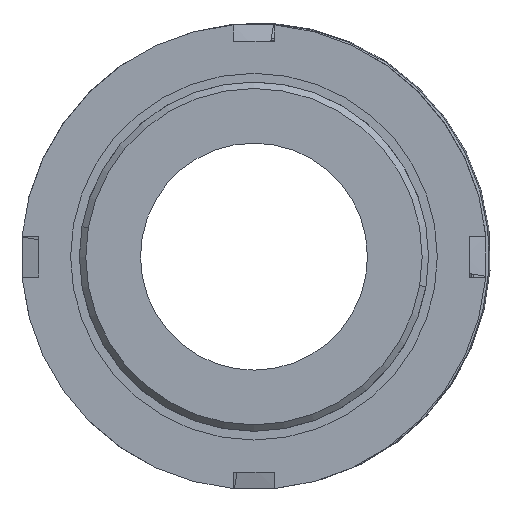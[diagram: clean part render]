
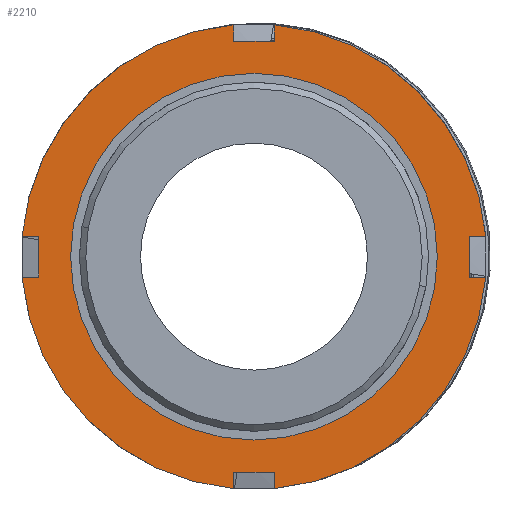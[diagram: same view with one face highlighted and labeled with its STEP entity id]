
A CAD part, front view. The second image highlights one B-rep face of the part: STEP entity #2210.
In plain terms, the highlighted planar face has unit normal (0, -1, 0).
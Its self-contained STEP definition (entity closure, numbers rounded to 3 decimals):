
#6 = CARTESIAN_POINT ( 'NONE',  ( -3.5, -24.968, 39.847 ) ) ;
#7 = EDGE_CURVE ( 'NONE', #957, #306, #1599, .T. ) ;
#21 = AXIS2_PLACEMENT_3D ( 'NONE', #208, #962, #2420 ) ;
#26 = EDGE_CURVE ( 'NONE', #1556, #2310, #366, .T. ) ;
#37 = ORIENTED_EDGE ( 'NONE', *, *, #1985, .F. ) ;
#62 = VERTEX_POINT ( 'NONE', #2681 ) ;
#106 = LINE ( 'NONE', #3216, #874 ) ;
#128 = VERTEX_POINT ( 'NONE', #1090 ) ;
#177 = DIRECTION ( 'NONE',  ( 0., 1., 0. ) ) ;
#207 = VECTOR ( 'NONE', #220, 1000. ) ;
#208 = CARTESIAN_POINT ( 'NONE',  ( 0., -24.968, 0. ) ) ;
#213 = DIRECTION ( 'NONE',  ( 0., 1., 0. ) ) ;
#220 = DIRECTION ( 'NONE',  ( -1., 0., 0. ) ) ;
#286 = CARTESIAN_POINT ( 'NONE',  ( 0., -24.968, 0. ) ) ;
#306 = VERTEX_POINT ( 'NONE', #840 ) ;
#366 = LINE ( 'NONE', #1890, #2336 ) ;
#391 = DIRECTION ( 'NONE',  ( 0., 0., 1. ) ) ;
#412 = DIRECTION ( 'NONE',  ( -1., 0., 0. ) ) ;
#417 = CIRCLE ( 'NONE', #1975, 40. ) ;
#423 = CIRCLE ( 'NONE', #1481, 40. ) ;
#424 = CARTESIAN_POINT ( 'NONE',  ( 39.847, -24.968, -3.5 ) ) ;
#428 = CARTESIAN_POINT ( 'NONE',  ( -3.5, -24.968, -37. ) ) ;
#435 = CARTESIAN_POINT ( 'NONE',  ( -37., -24.968, 3.5 ) ) ;
#442 = EDGE_CURVE ( 'NONE', #2161, #128, #2596, .T. ) ;
#456 = CARTESIAN_POINT ( 'NONE',  ( 0., -24.968, 37. ) ) ;
#478 = EDGE_CURVE ( 'NONE', #996, #2343, #2954, .T. ) ;
#491 = CARTESIAN_POINT ( 'NONE',  ( 0., -24.968, -37. ) ) ;
#493 = CARTESIAN_POINT ( 'NONE',  ( 39.847, -24.968, 3.5 ) ) ;
#496 = CARTESIAN_POINT ( 'NONE',  ( 0., -24.968, 3.5 ) ) ;
#511 = LINE ( 'NONE', #496, #1741 ) ;
#514 = CARTESIAN_POINT ( 'NONE',  ( -37., -24.968, 0. ) ) ;
#530 = VERTEX_POINT ( 'NONE', #493 ) ;
#554 = VERTEX_POINT ( 'NONE', #6 ) ;
#614 = DIRECTION ( 'NONE',  ( -1., 0., 0. ) ) ;
#633 = VECTOR ( 'NONE', #737, 1000. ) ;
#639 = ORIENTED_EDGE ( 'NONE', *, *, #1874, .T. ) ;
#689 = FACE_OUTER_BOUND ( 'NONE', #1665, .T. ) ;
#697 = DIRECTION ( 'NONE',  ( -1., 0., 0. ) ) ;
#737 = DIRECTION ( 'NONE',  ( -1., 0., 0. ) ) ;
#739 = DIRECTION ( 'NONE',  ( -1., 0., 0. ) ) ;
#749 = CARTESIAN_POINT ( 'NONE',  ( 0., -24.968, 3.5 ) ) ;
#763 = LINE ( 'NONE', #491, #633 ) ;
#765 = VECTOR ( 'NONE', #3207, 1000. ) ;
#795 = DIRECTION ( 'NONE',  ( -1., 0., 0. ) ) ;
#837 = EDGE_CURVE ( 'NONE', #530, #2549, #511, .T. ) ;
#840 = CARTESIAN_POINT ( 'NONE',  ( 3.5, -24.968, -37. ) ) ;
#874 = VECTOR ( 'NONE', #2691, 1000. ) ;
#926 = CARTESIAN_POINT ( 'NONE',  ( 0., -24.968, 0. ) ) ;
#957 = VERTEX_POINT ( 'NONE', #2826 ) ;
#962 = DIRECTION ( 'NONE',  ( 0., 1., 0. ) ) ;
#974 = DIRECTION ( 'NONE',  ( 1., 0., 0. ) ) ;
#976 = AXIS2_PLACEMENT_3D ( 'NONE', #1658, #177, #614 ) ;
#996 = VERTEX_POINT ( 'NONE', #2803 ) ;
#999 = LINE ( 'NONE', #749, #2814 ) ;
#1056 = CARTESIAN_POINT ( 'NONE',  ( 31.5, -24.968, 0. ) ) ;
#1077 = LINE ( 'NONE', #3175, #2012 ) ;
#1090 = CARTESIAN_POINT ( 'NONE',  ( -31.5, -24.968, 0. ) ) ;
#1121 = DIRECTION ( 'NONE',  ( 0., 1., 0. ) ) ;
#1152 = CARTESIAN_POINT ( 'NONE',  ( 37., -24.968, 3.5 ) ) ;
#1192 = DIRECTION ( 'NONE',  ( 0., 1., 0. ) ) ;
#1234 = CARTESIAN_POINT ( 'NONE',  ( -37., -24.968, -3.5 ) ) ;
#1258 = AXIS2_PLACEMENT_3D ( 'NONE', #1876, #213, #412 ) ;
#1268 = DIRECTION ( 'NONE',  ( 0., 0., 1. ) ) ;
#1275 = CIRCLE ( 'NONE', #1258, 40. ) ;
#1312 = VERTEX_POINT ( 'NONE', #2654 ) ;
#1341 = FACE_BOUND ( 'NONE', #2950, .T. ) ;
#1378 = VERTEX_POINT ( 'NONE', #424 ) ;
#1399 = CARTESIAN_POINT ( 'NONE',  ( 3.5, -24.968, 0. ) ) ;
#1448 = EDGE_CURVE ( 'NONE', #128, #2161, #2764, .T. ) ;
#1451 = CARTESIAN_POINT ( 'NONE',  ( 0., -24.968, 0. ) ) ;
#1481 = AXIS2_PLACEMENT_3D ( 'NONE', #286, #2757, #2774 ) ;
#1492 = ORIENTED_EDGE ( 'NONE', *, *, #3157, .F. ) ;
#1523 = CARTESIAN_POINT ( 'NONE',  ( -3.5, -24.968, -39.847 ) ) ;
#1530 = EDGE_CURVE ( 'NONE', #3110, #3036, #2176, .T. ) ;
#1535 = VECTOR ( 'NONE', #1663, 1000. ) ;
#1556 = VERTEX_POINT ( 'NONE', #1523 ) ;
#1599 = LINE ( 'NONE', #1399, #1535 ) ;
#1625 = PLANE ( 'NONE',  #2971 ) ;
#1658 = CARTESIAN_POINT ( 'NONE',  ( 0., -24.968, 0. ) ) ;
#1663 = DIRECTION ( 'NONE',  ( 0., 0., 1. ) ) ;
#1665 = EDGE_LOOP ( 'NONE', ( #2136, #2900, #2064, #37, #639, #2799, #2544, #1866, #2288, #2895, #2944, #2118, #2057, #1492, #2904, #1926 ) ) ;
#1678 = EDGE_CURVE ( 'NONE', #62, #3110, #1077, .T. ) ;
#1679 = CARTESIAN_POINT ( 'NONE',  ( 3.5, -24.968, 37. ) ) ;
#1712 = DIRECTION ( 'NONE',  ( 1., 0., 0. ) ) ;
#1717 = ORIENTED_EDGE ( 'NONE', *, *, #442, .T. ) ;
#1718 = DIRECTION ( 'NONE',  ( 0., 1., 0. ) ) ;
#1741 = VECTOR ( 'NONE', #795, 1000. ) ;
#1769 = DIRECTION ( 'NONE',  ( 1., 0., 0. ) ) ;
#1806 = EDGE_CURVE ( 'NONE', #1556, #62, #1275, .T. ) ;
#1812 = VECTOR ( 'NONE', #1712, 1000. ) ;
#1852 = EDGE_CURVE ( 'NONE', #2549, #1312, #106, .T. ) ;
#1860 = DIRECTION ( 'NONE',  ( 0., 0., -1. ) ) ;
#1866 = ORIENTED_EDGE ( 'NONE', *, *, #2450, .F. ) ;
#1874 = EDGE_CURVE ( 'NONE', #2323, #2343, #2114, .T. ) ;
#1876 = CARTESIAN_POINT ( 'NONE',  ( 0., -24.968, 0. ) ) ;
#1890 = CARTESIAN_POINT ( 'NONE',  ( -3.5, -24.968, 0. ) ) ;
#1926 = ORIENTED_EDGE ( 'NONE', *, *, #2630, .F. ) ;
#1973 = CIRCLE ( 'NONE', #976, 40. ) ;
#1975 = AXIS2_PLACEMENT_3D ( 'NONE', #926, #1192, #739 ) ;
#1985 = EDGE_CURVE ( 'NONE', #2323, #530, #1973, .T. ) ;
#2012 = VECTOR ( 'NONE', #974, 1000. ) ;
#2016 = LINE ( 'NONE', #2688, #207 ) ;
#2057 = ORIENTED_EDGE ( 'NONE', *, *, #26, .T. ) ;
#2064 = ORIENTED_EDGE ( 'NONE', *, *, #837, .F. ) ;
#2070 = VECTOR ( 'NONE', #1860, 1000. ) ;
#2114 = LINE ( 'NONE', #2481, #765 ) ;
#2118 = ORIENTED_EDGE ( 'NONE', *, *, #1806, .F. ) ;
#2136 = ORIENTED_EDGE ( 'NONE', *, *, #2222, .T. ) ;
#2161 = VERTEX_POINT ( 'NONE', #1056 ) ;
#2168 = LINE ( 'NONE', #3145, #2070 ) ;
#2176 = LINE ( 'NONE', #514, #3192 ) ;
#2180 = EDGE_CURVE ( 'NONE', #554, #996, #2168, .T. ) ;
#2210 = ADVANCED_FACE ( 'NONE', ( #1341, #689 ), #1625, .F. ) ;
#2222 = EDGE_CURVE ( 'NONE', #1378, #1312, #2016, .T. ) ;
#2288 = ORIENTED_EDGE ( 'NONE', *, *, #2425, .T. ) ;
#2310 = VERTEX_POINT ( 'NONE', #428 ) ;
#2323 = VERTEX_POINT ( 'NONE', #2414 ) ;
#2336 = VECTOR ( 'NONE', #391, 1000. ) ;
#2343 = VERTEX_POINT ( 'NONE', #1679 ) ;
#2414 = CARTESIAN_POINT ( 'NONE',  ( 3.5, -24.968, 39.847 ) ) ;
#2420 = DIRECTION ( 'NONE',  ( -1., 0., 0. ) ) ;
#2425 = EDGE_CURVE ( 'NONE', #2926, #3036, #999, .T. ) ;
#2450 = EDGE_CURVE ( 'NONE', #2926, #554, #423, .T. ) ;
#2481 = CARTESIAN_POINT ( 'NONE',  ( 3.5, -24.968, 0. ) ) ;
#2544 = ORIENTED_EDGE ( 'NONE', *, *, #2180, .F. ) ;
#2549 = VERTEX_POINT ( 'NONE', #1152 ) ;
#2596 = CIRCLE ( 'NONE', #21, 31.5 ) ;
#2613 = CARTESIAN_POINT ( 'NONE',  ( 31.5, -24.968, 0. ) ) ;
#2630 = EDGE_CURVE ( 'NONE', #1378, #957, #417, .T. ) ;
#2654 = CARTESIAN_POINT ( 'NONE',  ( 37., -24.968, -3.5 ) ) ;
#2681 = CARTESIAN_POINT ( 'NONE',  ( -39.847, -24.968, -3.5 ) ) ;
#2688 = CARTESIAN_POINT ( 'NONE',  ( 0., -24.968, -3.5 ) ) ;
#2691 = DIRECTION ( 'NONE',  ( 0., 0., -1. ) ) ;
#2757 = DIRECTION ( 'NONE',  ( 0., 1., 0. ) ) ;
#2764 = CIRCLE ( 'NONE', #3006, 31.5 ) ;
#2774 = DIRECTION ( 'NONE',  ( -1., 0., 0. ) ) ;
#2799 = ORIENTED_EDGE ( 'NONE', *, *, #478, .F. ) ;
#2803 = CARTESIAN_POINT ( 'NONE',  ( -3.5, -24.968, 37. ) ) ;
#2814 = VECTOR ( 'NONE', #1769, 1000. ) ;
#2826 = CARTESIAN_POINT ( 'NONE',  ( 3.5, -24.968, -39.847 ) ) ;
#2851 = ORIENTED_EDGE ( 'NONE', *, *, #1448, .T. ) ;
#2858 = DIRECTION ( 'NONE',  ( -1., 0., 0. ) ) ;
#2889 = CARTESIAN_POINT ( 'NONE',  ( -39.847, -24.968, 3.5 ) ) ;
#2895 = ORIENTED_EDGE ( 'NONE', *, *, #1530, .F. ) ;
#2900 = ORIENTED_EDGE ( 'NONE', *, *, #1852, .F. ) ;
#2904 = ORIENTED_EDGE ( 'NONE', *, *, #7, .F. ) ;
#2926 = VERTEX_POINT ( 'NONE', #2889 ) ;
#2944 = ORIENTED_EDGE ( 'NONE', *, *, #1678, .F. ) ;
#2950 = EDGE_LOOP ( 'NONE', ( #2851, #1717 ) ) ;
#2954 = LINE ( 'NONE', #456, #1812 ) ;
#2971 = AXIS2_PLACEMENT_3D ( 'NONE', #2613, #1121, #2858 ) ;
#3006 = AXIS2_PLACEMENT_3D ( 'NONE', #1451, #1718, #697 ) ;
#3036 = VERTEX_POINT ( 'NONE', #435 ) ;
#3110 = VERTEX_POINT ( 'NONE', #1234 ) ;
#3145 = CARTESIAN_POINT ( 'NONE',  ( -3.5, -24.968, 0. ) ) ;
#3157 = EDGE_CURVE ( 'NONE', #306, #2310, #763, .T. ) ;
#3175 = CARTESIAN_POINT ( 'NONE',  ( 0., -24.968, -3.5 ) ) ;
#3192 = VECTOR ( 'NONE', #1268, 1000. ) ;
#3207 = DIRECTION ( 'NONE',  ( 0., 0., -1. ) ) ;
#3216 = CARTESIAN_POINT ( 'NONE',  ( 37., -24.968, 0. ) ) ;
